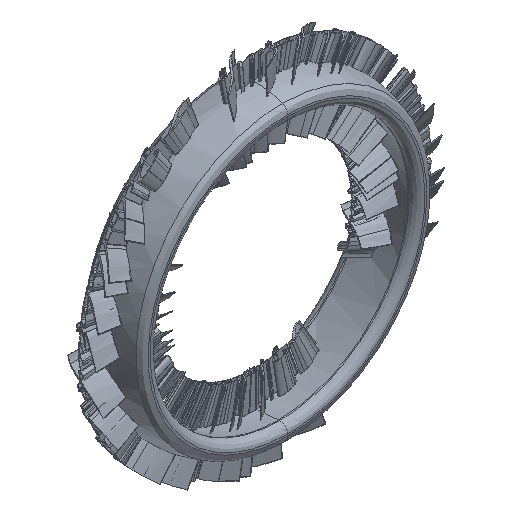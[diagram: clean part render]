
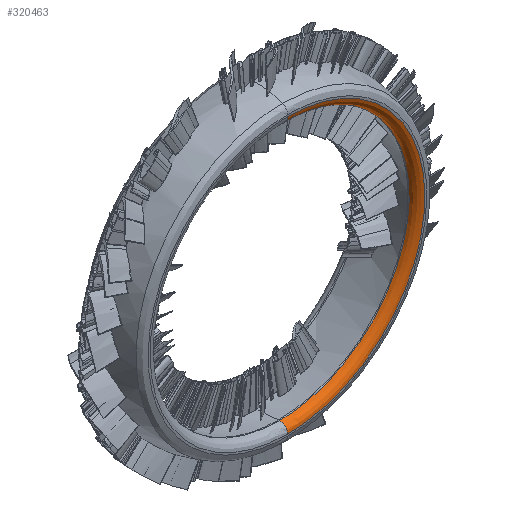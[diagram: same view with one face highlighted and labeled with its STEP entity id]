
A CAD part, isometric view. The second image highlights one B-rep face of the part: STEP entity #320463.
In plain terms, the highlighted free-form (B-spline) face has degree [2, 2] with [5, 3] control points.
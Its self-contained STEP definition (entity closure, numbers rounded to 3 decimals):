
#320423 = EDGE_CURVE('',#320424,#320426,#320428,.T.);
#320424 = VERTEX_POINT('',#320425);
#320425 = CARTESIAN_POINT('',(0.,4.264,70.574));
#320426 = VERTEX_POINT('',#320427);
#320427 = CARTESIAN_POINT('',(0.,4.264,
    -70.574));
#320428 = ( BOUNDED_CURVE() B_SPLINE_CURVE(2,(#320429,#320430,#320431,
#320432,#320433),.UNSPECIFIED.,.F.,.F.) B_SPLINE_CURVE_WITH_KNOTS((3,2,3
),(0.,1.571,3.142),.PIECEWISE_BEZIER_KNOTS.) CURVE() 
GEOMETRIC_REPRESENTATION_ITEM() RATIONAL_B_SPLINE_CURVE((1.,
0.707,1.,0.707,1.)) REPRESENTATION_ITEM('') );
#320429 = CARTESIAN_POINT('',(0.,4.264,70.574));
#320430 = CARTESIAN_POINT('',(70.574,4.264,
    70.574));
#320431 = CARTESIAN_POINT('',(70.574,4.264,
    0.));
#320432 = CARTESIAN_POINT('',(70.574,4.264,
    -70.574));
#320433 = CARTESIAN_POINT('',(0.,4.264,
    -70.574));
#320463 = ADVANCED_FACE('',(#320464),#320491,.T.);
#320464 = FACE_BOUND('',#320465,.T.);
#320465 = EDGE_LOOP('',(#320466,#320474,#320475,#320483));
#320466 = ORIENTED_EDGE('',*,*,#320467,.F.);
#320467 = EDGE_CURVE('',#320424,#320468,#320470,.T.);
#320468 = VERTEX_POINT('',#320469);
#320469 = CARTESIAN_POINT('',(0.,0.,74.838));
#320470 = ( BOUNDED_CURVE() B_SPLINE_CURVE(2,(#320471,#320472,#320473),
.UNSPECIFIED.,.F.,.F.) B_SPLINE_CURVE_WITH_KNOTS((3,3),(3.142,
4.712),.PIECEWISE_BEZIER_KNOTS.) CURVE() 
GEOMETRIC_REPRESENTATION_ITEM() RATIONAL_B_SPLINE_CURVE((1.,
0.707,1.)) REPRESENTATION_ITEM('') );
#320471 = CARTESIAN_POINT('',(0.,4.264,70.574));
#320472 = CARTESIAN_POINT('',(0.,0.,70.574));
#320473 = CARTESIAN_POINT('',(0.,0.,74.838));
#320474 = ORIENTED_EDGE('',*,*,#320423,.T.);
#320475 = ORIENTED_EDGE('',*,*,#320476,.T.);
#320476 = EDGE_CURVE('',#320426,#320477,#320479,.T.);
#320477 = VERTEX_POINT('',#320478);
#320478 = CARTESIAN_POINT('',(0.,0.,
    -74.838));
#320479 = ( BOUNDED_CURVE() B_SPLINE_CURVE(2,(#320480,#320481,#320482),
.UNSPECIFIED.,.F.,.F.) B_SPLINE_CURVE_WITH_KNOTS((3,3),(3.142,
4.712),.PIECEWISE_BEZIER_KNOTS.) CURVE() 
GEOMETRIC_REPRESENTATION_ITEM() RATIONAL_B_SPLINE_CURVE((1.,
0.707,1.)) REPRESENTATION_ITEM('') );
#320480 = CARTESIAN_POINT('',(0.,4.264,
    -70.574));
#320481 = CARTESIAN_POINT('',(0.,0.,
    -70.574));
#320482 = CARTESIAN_POINT('',(0.,0.,
    -74.838));
#320483 = ORIENTED_EDGE('',*,*,#320484,.F.);
#320484 = EDGE_CURVE('',#320468,#320477,#320485,.T.);
#320485 = ( BOUNDED_CURVE() B_SPLINE_CURVE(2,(#320486,#320487,#320488,
#320489,#320490),.UNSPECIFIED.,.F.,.F.) B_SPLINE_CURVE_WITH_KNOTS((3,2,3
),(0.,1.571,3.142),.PIECEWISE_BEZIER_KNOTS.) CURVE() 
GEOMETRIC_REPRESENTATION_ITEM() RATIONAL_B_SPLINE_CURVE((1.,
0.707,1.,0.707,1.)) REPRESENTATION_ITEM('') );
#320486 = CARTESIAN_POINT('',(0.,0.,74.838));
#320487 = CARTESIAN_POINT('',(74.838,0.,
    74.838));
#320488 = CARTESIAN_POINT('',(74.838,0.,
    0.));
#320489 = CARTESIAN_POINT('',(74.838,0.,
    -74.838));
#320490 = CARTESIAN_POINT('',(0.,0.,
    -74.838));
#320491 = ( BOUNDED_SURFACE() B_SPLINE_SURFACE(2,2,(
    (#320492,#320493,#320494)
    ,(#320495,#320496,#320497)
    ,(#320498,#320499,#320500)
    ,(#320501,#320502,#320503)
    ,(#320504,#320505,#320506
)),.UNSPECIFIED.,.F.,.F.,.F.) B_SPLINE_SURFACE_WITH_KNOTS((3,2,3),(3,3),
  (0.,1.571,3.142),(3.142,4.712),
.PIECEWISE_BEZIER_KNOTS.) GEOMETRIC_REPRESENTATION_ITEM() 
RATIONAL_B_SPLINE_SURFACE((
    (1.,0.707,1.)
    ,(0.707,0.5,0.707)
    ,(1.,0.707,1.)
    ,(0.707,0.5,0.707)
,(1.,0.707,1.))) REPRESENTATION_ITEM('') SURFACE() );
#320492 = CARTESIAN_POINT('',(0.,4.264,70.574));
#320493 = CARTESIAN_POINT('',(0.,0.,70.574));
#320494 = CARTESIAN_POINT('',(0.,0.,74.838));
#320495 = CARTESIAN_POINT('',(70.574,4.264,
    70.574));
#320496 = CARTESIAN_POINT('',(70.574,0.,
    70.574));
#320497 = CARTESIAN_POINT('',(74.838,0.,
    74.838));
#320498 = CARTESIAN_POINT('',(70.574,4.264,
    0.));
#320499 = CARTESIAN_POINT('',(70.574,0.,
    0.));
#320500 = CARTESIAN_POINT('',(74.838,0.,
    0.));
#320501 = CARTESIAN_POINT('',(70.574,4.264,
    -70.574));
#320502 = CARTESIAN_POINT('',(70.574,0.,
    -70.574));
#320503 = CARTESIAN_POINT('',(74.838,0.,-74.838));
#320504 = CARTESIAN_POINT('',(0.,4.264,
    -70.574));
#320505 = CARTESIAN_POINT('',(0.,0.,
    -70.574));
#320506 = CARTESIAN_POINT('',(0.,0.,-74.838));
